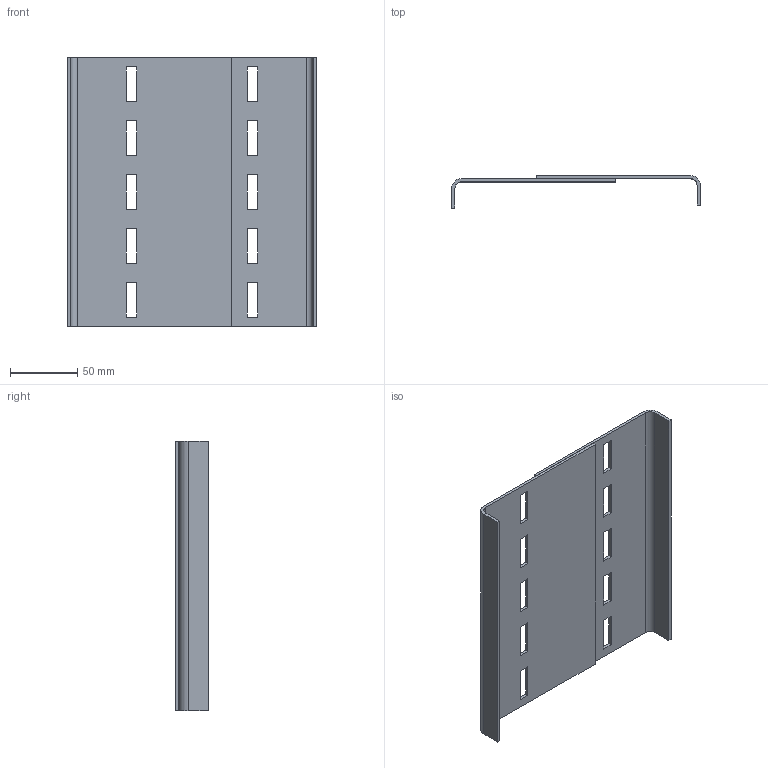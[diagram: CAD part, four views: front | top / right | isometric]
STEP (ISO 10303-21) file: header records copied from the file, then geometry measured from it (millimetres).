
FILE_DESCRIPTION(('Creo Elements/Direct Modeling STEP Export'),'2;1');
FILE_NAME('PRT1.igs.stp','2012-06-01T11:06:21',(''),(''),'Creo Elements/Direct Modeling STEP processor for AP214 (Solid Model)','Creo Elements/Direct Modeling 18.0B 02-Dec-2011 (C) Parametric Technology GmbH','');
FILE_SCHEMA(('AUTOMOTIVE_DESIGN { 1 0 10303 214 1 1 1 1 }'));
Length unit declared in the file: millimetre
Products named in the file (4): PRT_P; PRT_P.1
Assembly tree (2 placements, depth 2):
  PRT_P
    PRT_P
  PRT_P.1
    PRT_P.1
Bounding box: 184.6 x 24.3 x 200 mm (x, y, z)
Volume: 123151.6 mm3; surface area: 111771.7 mm2
Topology: 2 solids, 2 shells, 60 faces, 168 edges, 112 vertices
Faces by surface type: plane 56, cylinder 4
Entity records: 2030 total; most frequent: CARTESIAN_POINT 343, ORIENTED_EDGE 336, DIRECTION 302, EDGE_CURVE 168, VECTOR 160, LINE 160, VERTEX_POINT 112, EDGE_LOOP 80
